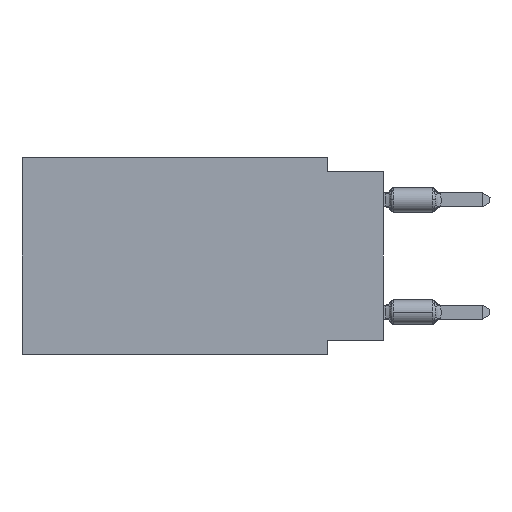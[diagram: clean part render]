
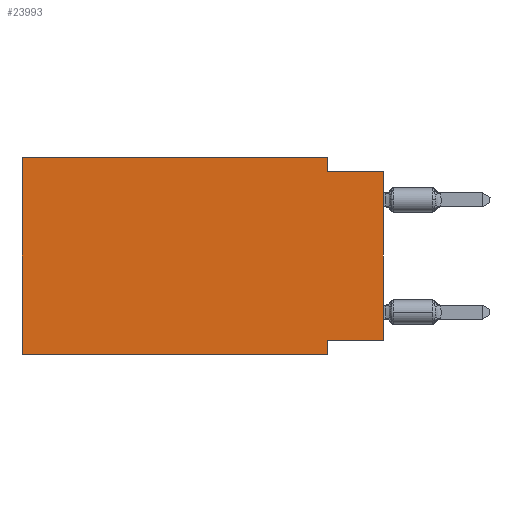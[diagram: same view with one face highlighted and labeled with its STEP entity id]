
A CAD part, left-side view. The second image highlights one B-rep face of the part: STEP entity #23993.
In plain terms, the highlighted planar face has unit normal (-1, 0, 0).
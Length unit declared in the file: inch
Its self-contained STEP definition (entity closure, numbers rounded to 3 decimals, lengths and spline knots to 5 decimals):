
#219 = DIRECTION ( 'NONE',  ( 0., 0., -1. ) ) ;
#775 = DIRECTION ( 'NONE',  ( 0., -1., 0. ) ) ;
#1078 = VECTOR ( 'NONE', #775, 39.37008 ) ;
#1439 = CARTESIAN_POINT ( 'NONE',  ( 0., 0.645, 0. ) ) ;
#1455 = DIRECTION ( 'NONE',  ( 0., 0., 1. ) ) ;
#1655 = ORIENTED_EDGE ( 'NONE', *, *, #18384, .F. ) ;
#2195 = VERTEX_POINT ( 'NONE', #10172 ) ;
#2545 = DIRECTION ( 'NONE',  ( 0., -1., 0. ) ) ;
#2625 = CARTESIAN_POINT ( 'NONE',  ( 0., 0.645, 0. ) ) ;
#2661 = CARTESIAN_POINT ( 'NONE',  ( 0., 0.645, 0. ) ) ;
#2663 = CARTESIAN_POINT ( 'NONE',  ( 0., 0.1, 0. ) ) ;
#4081 = LINE ( 'NONE', #13937, #7772 ) ;
#4778 = VERTEX_POINT ( 'NONE', #7736 ) ;
#4946 = ORIENTED_EDGE ( 'NONE', *, *, #15721, .F. ) ;
#5320 = ORIENTED_EDGE ( 'NONE', *, *, #15834, .F. ) ;
#5335 = ORIENTED_EDGE ( 'NONE', *, *, #16125, .F. ) ;
#5436 = VECTOR ( 'NONE', #16406, 39.37008 ) ;
#5468 = CARTESIAN_POINT ( 'NONE',  ( 0., 0.1, 0. ) ) ;
#6565 = CARTESIAN_POINT ( 'NONE',  ( 0., 0.645, 0. ) ) ;
#7119 = CARTESIAN_POINT ( 'NONE',  ( 0., 0.645, -0.35 ) ) ;
#7736 = CARTESIAN_POINT ( 'NONE',  ( 0., 0.1, -0.325 ) ) ;
#7772 = VECTOR ( 'NONE', #2545, 39.37008 ) ;
#7916 = ORIENTED_EDGE ( 'NONE', *, *, #10504, .T. ) ;
#8909 = LINE ( 'NONE', #9167, #11876 ) ;
#8934 = EDGE_CURVE ( 'NONE', #21743, #11370, #24302, .T. ) ;
#9167 = CARTESIAN_POINT ( 'NONE',  ( 0., 0., 0. ) ) ;
#9341 = CARTESIAN_POINT ( 'NONE',  ( 0., 0., -0.025 ) ) ;
#9676 = VERTEX_POINT ( 'NONE', #7119 ) ;
#9760 = VECTOR ( 'NONE', #21229, 39.37008 ) ;
#9982 = LINE ( 'NONE', #6565, #14284 ) ;
#10172 = CARTESIAN_POINT ( 'NONE',  ( 0., 0.1, -0.35 ) ) ;
#10271 = EDGE_CURVE ( 'NONE', #4778, #2195, #24898, .T. ) ;
#10449 = LINE ( 'NONE', #17919, #5436 ) ;
#10504 = EDGE_CURVE ( 'NONE', #22077, #20743, #8909, .T. ) ;
#10518 = CARTESIAN_POINT ( 'NONE',  ( 0., 0.1, -0.025 ) ) ;
#11370 = VERTEX_POINT ( 'NONE', #2663 ) ;
#11467 = CARTESIAN_POINT ( 'NONE',  ( 0., 0., -0.025 ) ) ;
#11876 = VECTOR ( 'NONE', #1455, 39.37008 ) ;
#11980 = DIRECTION ( 'NONE',  ( 1., 0., 0. ) ) ;
#13168 = LINE ( 'NONE', #5468, #23979 ) ;
#13653 = DIRECTION ( 'NONE',  ( 0., 0., -1. ) ) ;
#13737 = CARTESIAN_POINT ( 'NONE',  ( 0., 0.1, -0.35 ) ) ;
#13784 = DIRECTION ( 'NONE',  ( 0., 0., 1. ) ) ;
#13937 = CARTESIAN_POINT ( 'NONE',  ( 0., 0.645, -0.35 ) ) ;
#14070 = CARTESIAN_POINT ( 'NONE',  ( 0., 0., -0.325 ) ) ;
#14284 = VECTOR ( 'NONE', #13784, 39.37008 ) ;
#14490 = ORIENTED_EDGE ( 'NONE', *, *, #8934, .F. ) ;
#14802 = EDGE_CURVE ( 'NONE', #9676, #2195, #4081, .T. ) ;
#15721 = EDGE_CURVE ( 'NONE', #11370, #22262, #13168, .T. ) ;
#15834 = EDGE_CURVE ( 'NONE', #9676, #21743, #9982, .T. ) ;
#16125 = EDGE_CURVE ( 'NONE', #22262, #20743, #22893, .T. ) ;
#16406 = DIRECTION ( 'NONE',  ( 0., 1., 0. ) ) ;
#17456 = DIRECTION ( 'NONE',  ( 0., 0., -1. ) ) ;
#17919 = CARTESIAN_POINT ( 'NONE',  ( 0., 0., -0.325 ) ) ;
#17930 = FACE_OUTER_BOUND ( 'NONE', #22874, .T. ) ;
#18384 = EDGE_CURVE ( 'NONE', #22077, #4778, #10449, .T. ) ;
#19054 = ORIENTED_EDGE ( 'NONE', *, *, #10271, .F. ) ;
#19154 = ORIENTED_EDGE ( 'NONE', *, *, #14802, .T. ) ;
#19945 = PLANE ( 'NONE',  #22185 ) ;
#20743 = VERTEX_POINT ( 'NONE', #11467 ) ;
#21229 = DIRECTION ( 'NONE',  ( 0., -1., 0. ) ) ;
#21743 = VERTEX_POINT ( 'NONE', #1439 ) ;
#22077 = VERTEX_POINT ( 'NONE', #14070 ) ;
#22185 = AXIS2_PLACEMENT_3D ( 'NONE', #2625, #11980, #13653 ) ;
#22262 = VERTEX_POINT ( 'NONE', #10518 ) ;
#22874 = EDGE_LOOP ( 'NONE', ( #7916, #5335, #4946, #14490, #5320, #19154, #19054, #1655 ) ) ;
#22893 = LINE ( 'NONE', #9341, #9760 ) ;
#23202 = VECTOR ( 'NONE', #219, 39.37008 ) ;
#23979 = VECTOR ( 'NONE', #17456, 39.37008 ) ;
#23993 = ADVANCED_FACE ( 'NONE', ( #17930 ), #19945, .F. ) ;
#24302 = LINE ( 'NONE', #2661, #1078 ) ;
#24898 = LINE ( 'NONE', #13737, #23202 ) ;
